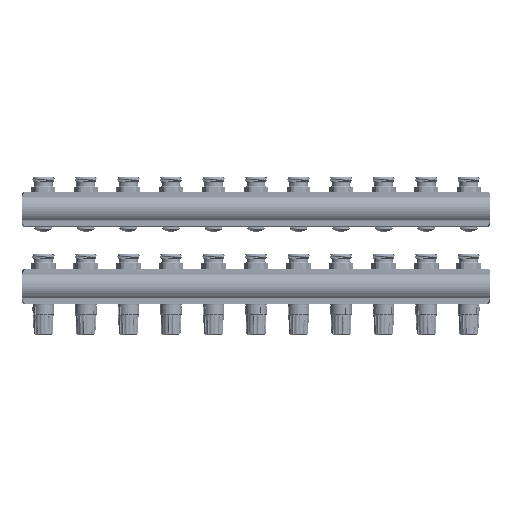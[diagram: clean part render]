
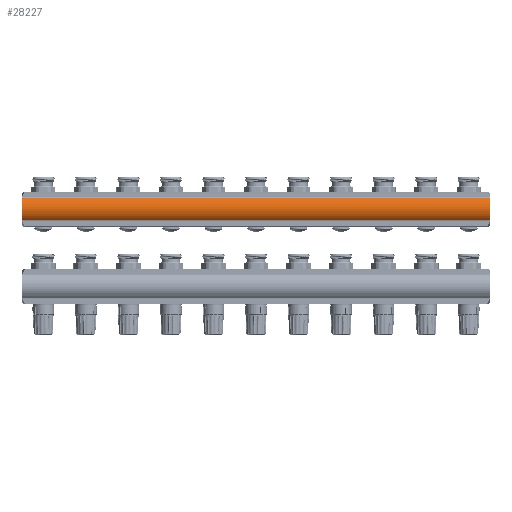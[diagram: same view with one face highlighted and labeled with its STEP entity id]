
A CAD part, front view. The second image highlights one B-rep face of the part: STEP entity #28227.
In plain terms, the highlighted cylindrical face has radius 18.25 mm (diameter 36.5 mm), a partial arc.
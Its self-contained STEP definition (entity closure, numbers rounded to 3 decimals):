
#11=CARTESIAN_POINT('',(-275.,0.,0.));
#12=DIRECTION('',(1.,0.,0.));
#13=DIRECTION('',(0.,-0.716,0.698));
#14=AXIS2_PLACEMENT_3D('',#11,#12,#13);
#16=CARTESIAN_POINT('',(-275.,0.,0.));
#17=DIRECTION('',(1.,0.,0.));
#18=DIRECTION('',(0.,-1.,0.));
#19=AXIS2_PLACEMENT_3D('',#16,#17,#18);
#151=DIRECTION('',(-1.,0.,0.));
#152=VECTOR('',#151,550.);
#153=CARTESIAN_POINT('',(275.,-13.068,12.739));
#154=LINE('',#153,#152);
#194=CARTESIAN_POINT('',(275.,0.,0.));
#195=DIRECTION('',(-1.,0.,0.));
#196=DIRECTION('',(0.,-0.716,-0.698));
#197=AXIS2_PLACEMENT_3D('',#194,#195,#196);
#199=CARTESIAN_POINT('',(275.,0.,0.));
#200=DIRECTION('',(-1.,0.,0.));
#201=DIRECTION('',(0.,-1.,0.));
#202=AXIS2_PLACEMENT_3D('',#199,#200,#201);
#11561=DIRECTION('',(-1.,0.,0.));
#11562=VECTOR('',#11561,550.);
#11563=CARTESIAN_POINT('',(275.,-13.068,-12.739));
#11564=LINE('',#11563,#11562);
#11569=CARTESIAN_POINT('',(-275.,-13.068,12.739));
#11570=VERTEX_POINT('',#11569);
#11571=CARTESIAN_POINT('',(-275.,-18.25,0.));
#11572=VERTEX_POINT('',#11571);
#11573=CARTESIAN_POINT('',(-275.,-13.068,-12.739));
#11574=VERTEX_POINT('',#11573);
#11609=CARTESIAN_POINT('',(275.,-13.068,12.739));
#11610=VERTEX_POINT('',#11609);
#11619=CARTESIAN_POINT('',(275.,-13.068,-12.739));
#11620=VERTEX_POINT('',#11619);
#11621=CARTESIAN_POINT('',(275.,-18.25,0.));
#11622=VERTEX_POINT('',#11621);
#28214=CARTESIAN_POINT('',(-275.,0.,0.));
#28215=DIRECTION('',(1.,0.,0.));
#28216=DIRECTION('',(0.,-1.,0.));
#28217=AXIS2_PLACEMENT_3D('',#28214,#28215,#28216);
#28218=CYLINDRICAL_SURFACE('',#28217,18.25);
#28219=ORIENTED_EDGE('',*,*,#13346,.T.);
#28220=ORIENTED_EDGE('',*,*,#13104,.F.);
#28221=ORIENTED_EDGE('',*,*,#13102,.F.);
#28222=ORIENTED_EDGE('',*,*,#13203,.F.);
#28223=ORIENTED_EDGE('',*,*,#13231,.F.);
#28224=ORIENTED_EDGE('',*,*,#13229,.F.);
#28225=EDGE_LOOP('',(#28219,#28220,#28221,#28222,#28223,#28224));
#28226=FACE_OUTER_BOUND('',#28225,.F.);
#28227=ADVANCED_FACE('',(#28226),#28218,.T.);
#15=CIRCLE('',#14,18.25);
#20=CIRCLE('',#19,18.25);
#198=CIRCLE('',#197,18.25);
#203=CIRCLE('',#202,18.25);
#13102=EDGE_CURVE('',#11570,#11572,#15,.T.);
#13104=EDGE_CURVE('',#11572,#11574,#20,.T.);
#13203=EDGE_CURVE('',#11610,#11570,#154,.T.);
#13229=EDGE_CURVE('',#11620,#11622,#198,.T.);
#13231=EDGE_CURVE('',#11622,#11610,#203,.T.);
#13346=EDGE_CURVE('',#11620,#11574,#11564,.T.);
